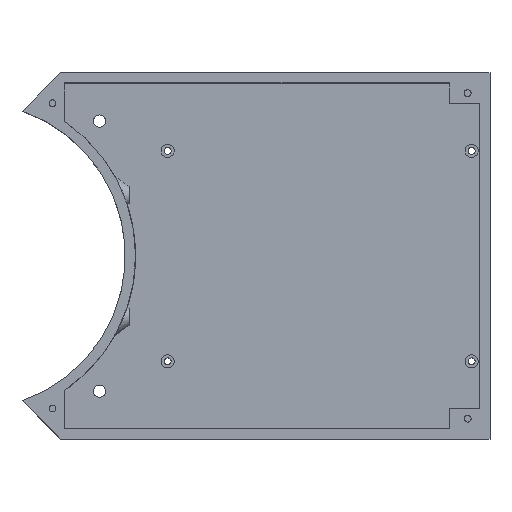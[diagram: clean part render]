
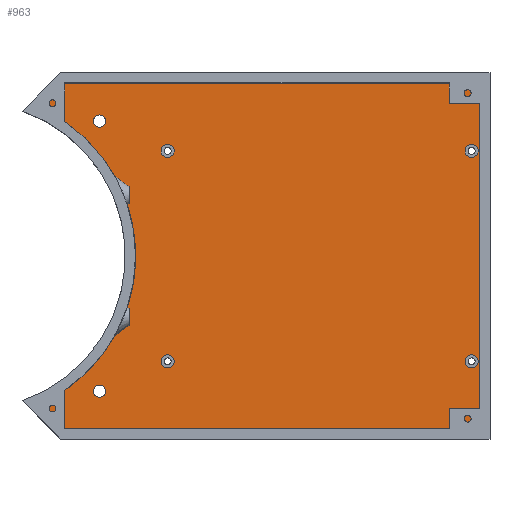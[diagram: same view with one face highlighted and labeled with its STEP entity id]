
A CAD part, top view. The second image highlights one B-rep face of the part: STEP entity #963.
In plain terms, the highlighted planar face has unit normal (0, 0, 1).
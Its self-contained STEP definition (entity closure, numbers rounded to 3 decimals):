
#275 = EDGE_CURVE('',#276,#278,#280,.T.);
#276 = VERTEX_POINT('',#277);
#277 = CARTESIAN_POINT('',(74.825,7.5,5.));
#278 = VERTEX_POINT('',#279);
#279 = CARTESIAN_POINT('',(74.825,-7.5,5.));
#280 = CIRCLE('',#281,75.2);
#281 = AXIS2_PLACEMENT_3D('',#282,#283,#284);
#282 = CARTESIAN_POINT('',(0.,0.,5.));
#283 = DIRECTION('',(0.,0.,-1.));
#284 = DIRECTION('',(1.,0.,0.));
#963 = ADVANCED_FACE('',(#964,#1071,#1082,#1093,#1104,#1115,#1126),#1137
  ,.T.);
#964 = FACE_BOUND('',#965,.T.);
#965 = EDGE_LOOP('',(#966,#974,#975,#983,#992,#1000,#1008,#1016,#1024,
    #1032,#1040,#1048,#1056,#1064));
#966 = ORIENTED_EDGE('',*,*,#967,.F.);
#967 = EDGE_CURVE('',#276,#968,#970,.T.);
#968 = VERTEX_POINT('',#969);
#969 = CARTESIAN_POINT('',(79.849,7.5,5.));
#970 = LINE('',#971,#972);
#971 = CARTESIAN_POINT('',(0.,7.5,5.));
#972 = VECTOR('',#973,1.);
#973 = DIRECTION('',(1.,0.,0.));
#974 = ORIENTED_EDGE('',*,*,#275,.T.);
#975 = ORIENTED_EDGE('',*,*,#976,.T.);
#976 = EDGE_CURVE('',#278,#977,#979,.T.);
#977 = VERTEX_POINT('',#978);
#978 = CARTESIAN_POINT('',(79.849,-7.5,5.));
#979 = LINE('',#980,#981);
#980 = CARTESIAN_POINT('',(0.,-7.5,5.));
#981 = VECTOR('',#982,1.);
#982 = DIRECTION('',(1.,0.,0.));
#983 = ORIENTED_EDGE('',*,*,#984,.T.);
#984 = EDGE_CURVE('',#977,#985,#987,.T.);
#985 = VERTEX_POINT('',#986);
#986 = CARTESIAN_POINT('',(33.3,-72.96,5.));
#987 = CIRCLE('',#988,80.2);
#988 = AXIS2_PLACEMENT_3D('',#989,#990,#991);
#989 = CARTESIAN_POINT('',(0.,0.,5.));
#990 = DIRECTION('',(0.,0.,-1.));
#991 = DIRECTION('',(1.,0.,0.));
#992 = ORIENTED_EDGE('',*,*,#993,.F.);
#993 = EDGE_CURVE('',#994,#985,#996,.T.);
#994 = VERTEX_POINT('',#995);
#995 = CARTESIAN_POINT('',(45.34,-85.,5.));
#996 = LINE('',#997,#998);
#997 = CARTESIAN_POINT('',(49.405,-89.066,5.));
#998 = VECTOR('',#999,1.);
#999 = DIRECTION('',(-0.707,0.707,0.));
#1000 = ORIENTED_EDGE('',*,*,#1001,.F.);
#1001 = EDGE_CURVE('',#1002,#994,#1004,.T.);
#1002 = VERTEX_POINT('',#1003);
#1003 = CARTESIAN_POINT('',(249.4,-85.,5.));
#1004 = LINE('',#1005,#1006);
#1005 = CARTESIAN_POINT('',(199.037,-85.,5.));
#1006 = VECTOR('',#1007,1.);
#1007 = DIRECTION('',(-1.,0.,0.));
#1008 = ORIENTED_EDGE('',*,*,#1009,.F.);
#1009 = EDGE_CURVE('',#1010,#1002,#1012,.T.);
#1010 = VERTEX_POINT('',#1011);
#1011 = CARTESIAN_POINT('',(249.4,4.75,5.));
#1012 = LINE('',#1013,#1014);
#1013 = CARTESIAN_POINT('',(249.4,45.,5.));
#1014 = VECTOR('',#1015,1.);
#1015 = DIRECTION('',(0.,-1.,0.));
#1016 = ORIENTED_EDGE('',*,*,#1017,.F.);
#1017 = EDGE_CURVE('',#1018,#1010,#1020,.T.);
#1018 = VERTEX_POINT('',#1019);
#1019 = CARTESIAN_POINT('',(254.4,4.75,5.));
#1020 = LINE('',#1021,#1022);
#1021 = CARTESIAN_POINT('',(254.4,4.75,5.));
#1022 = VECTOR('',#1023,1.);
#1023 = DIRECTION('',(-1.,-0.,-0.));
#1024 = ORIENTED_EDGE('',*,*,#1025,.F.);
#1025 = EDGE_CURVE('',#1026,#1018,#1028,.T.);
#1026 = VERTEX_POINT('',#1027);
#1027 = CARTESIAN_POINT('',(254.4,35.,5.));
#1028 = LINE('',#1029,#1030);
#1029 = CARTESIAN_POINT('',(254.4,35.,5.));
#1030 = VECTOR('',#1031,1.);
#1031 = DIRECTION('',(0.,-1.,0.));
#1032 = ORIENTED_EDGE('',*,*,#1033,.T.);
#1033 = EDGE_CURVE('',#1026,#1034,#1036,.T.);
#1034 = VERTEX_POINT('',#1035);
#1035 = CARTESIAN_POINT('',(249.4,35.,5.));
#1036 = LINE('',#1037,#1038);
#1037 = CARTESIAN_POINT('',(254.4,35.,5.));
#1038 = VECTOR('',#1039,1.);
#1039 = DIRECTION('',(-1.,-0.,-0.));
#1040 = ORIENTED_EDGE('',*,*,#1041,.F.);
#1041 = EDGE_CURVE('',#1042,#1034,#1044,.T.);
#1042 = VERTEX_POINT('',#1043);
#1043 = CARTESIAN_POINT('',(249.4,85.,5.));
#1044 = LINE('',#1045,#1046);
#1045 = CARTESIAN_POINT('',(249.4,45.,5.));
#1046 = VECTOR('',#1047,1.);
#1047 = DIRECTION('',(0.,-1.,0.));
#1048 = ORIENTED_EDGE('',*,*,#1049,.F.);
#1049 = EDGE_CURVE('',#1050,#1042,#1052,.T.);
#1050 = VERTEX_POINT('',#1051);
#1051 = CARTESIAN_POINT('',(45.34,85.,5.));
#1052 = LINE('',#1053,#1054);
#1053 = CARTESIAN_POINT('',(93.471,85.,5.));
#1054 = VECTOR('',#1055,1.);
#1055 = DIRECTION('',(1.,0.,0.));
#1056 = ORIENTED_EDGE('',*,*,#1057,.F.);
#1057 = EDGE_CURVE('',#1058,#1050,#1060,.T.);
#1058 = VERTEX_POINT('',#1059);
#1059 = CARTESIAN_POINT('',(33.3,72.96,5.));
#1060 = LINE('',#1061,#1062);
#1061 = CARTESIAN_POINT('',(39.971,79.631,5.));
#1062 = VECTOR('',#1063,1.);
#1063 = DIRECTION('',(0.707,0.707,0.));
#1064 = ORIENTED_EDGE('',*,*,#1065,.T.);
#1065 = EDGE_CURVE('',#1058,#968,#1066,.T.);
#1066 = CIRCLE('',#1067,80.2);
#1067 = AXIS2_PLACEMENT_3D('',#1068,#1069,#1070);
#1068 = CARTESIAN_POINT('',(0.,0.,5.));
#1069 = DIRECTION('',(0.,0.,-1.));
#1070 = DIRECTION('',(1.,0.,0.));
#1071 = FACE_BOUND('',#1072,.T.);
#1072 = EDGE_LOOP('',(#1073));
#1073 = ORIENTED_EDGE('',*,*,#1074,.F.);
#1074 = EDGE_CURVE('',#1075,#1075,#1077,.T.);
#1075 = VERTEX_POINT('',#1076);
#1076 = CARTESIAN_POINT('',(99.25,-51.725,5.));
#1077 = CIRCLE('',#1078,3.25);
#1078 = AXIS2_PLACEMENT_3D('',#1079,#1080,#1081);
#1079 = CARTESIAN_POINT('',(96.,-51.725,5.));
#1080 = DIRECTION('',(0.,0.,1.));
#1081 = DIRECTION('',(1.,0.,0.));
#1082 = FACE_BOUND('',#1083,.T.);
#1083 = EDGE_LOOP('',(#1084));
#1084 = ORIENTED_EDGE('',*,*,#1085,.F.);
#1085 = EDGE_CURVE('',#1086,#1086,#1088,.T.);
#1086 = VERTEX_POINT('',#1087);
#1087 = CARTESIAN_POINT('',(248.62,-51.725,5.));
#1088 = CIRCLE('',#1089,3.25);
#1089 = AXIS2_PLACEMENT_3D('',#1090,#1091,#1092);
#1090 = CARTESIAN_POINT('',(245.37,-51.725,5.));
#1091 = DIRECTION('',(0.,0.,1.));
#1092 = DIRECTION('',(1.,0.,0.));
#1093 = FACE_BOUND('',#1094,.T.);
#1094 = EDGE_LOOP('',(#1095));
#1095 = ORIENTED_EDGE('',*,*,#1096,.F.);
#1096 = EDGE_CURVE('',#1097,#1097,#1099,.T.);
#1097 = VERTEX_POINT('',#1098);
#1098 = CARTESIAN_POINT('',(99.25,51.725,5.));
#1099 = CIRCLE('',#1100,3.25);
#1100 = AXIS2_PLACEMENT_3D('',#1101,#1102,#1103);
#1101 = CARTESIAN_POINT('',(96.,51.725,5.));
#1102 = DIRECTION('',(0.,0.,1.));
#1103 = DIRECTION('',(1.,0.,0.));
#1104 = FACE_BOUND('',#1105,.T.);
#1105 = EDGE_LOOP('',(#1106));
#1106 = ORIENTED_EDGE('',*,*,#1107,.F.);
#1107 = EDGE_CURVE('',#1108,#1108,#1110,.T.);
#1108 = VERTEX_POINT('',#1109);
#1109 = CARTESIAN_POINT('',(248.62,51.725,5.));
#1110 = CIRCLE('',#1111,3.25);
#1111 = AXIS2_PLACEMENT_3D('',#1112,#1113,#1114);
#1112 = CARTESIAN_POINT('',(245.37,51.725,5.));
#1113 = DIRECTION('',(0.,0.,1.));
#1114 = DIRECTION('',(1.,0.,0.));
#1115 = FACE_BOUND('',#1116,.T.);
#1116 = EDGE_LOOP('',(#1117));
#1117 = ORIENTED_EDGE('',*,*,#1118,.F.);
#1118 = EDGE_CURVE('',#1119,#1119,#1121,.T.);
#1119 = VERTEX_POINT('',#1120);
#1120 = CARTESIAN_POINT('',(65.5,-66.37,5.));
#1121 = CIRCLE('',#1122,3.);
#1122 = AXIS2_PLACEMENT_3D('',#1123,#1124,#1125);
#1123 = CARTESIAN_POINT('',(62.5,-66.37,5.));
#1124 = DIRECTION('',(0.,0.,1.));
#1125 = DIRECTION('',(1.,0.,0.));
#1126 = FACE_BOUND('',#1127,.T.);
#1127 = EDGE_LOOP('',(#1128));
#1128 = ORIENTED_EDGE('',*,*,#1129,.F.);
#1129 = EDGE_CURVE('',#1130,#1130,#1132,.T.);
#1130 = VERTEX_POINT('',#1131);
#1131 = CARTESIAN_POINT('',(65.5,66.37,5.));
#1132 = CIRCLE('',#1133,3.);
#1133 = AXIS2_PLACEMENT_3D('',#1134,#1135,#1136);
#1134 = CARTESIAN_POINT('',(62.5,66.37,5.));
#1135 = DIRECTION('',(0.,0.,1.));
#1136 = DIRECTION('',(1.,0.,0.));
#1137 = PLANE('',#1138);
#1138 = AXIS2_PLACEMENT_3D('',#1139,#1140,#1141);
#1139 = CARTESIAN_POINT('',(145.826,0.244,5.));
#1140 = DIRECTION('',(0.,0.,1.));
#1141 = DIRECTION('',(1.,0.,0.));
